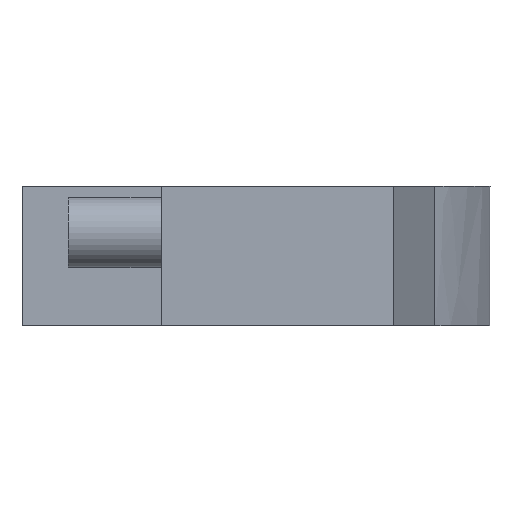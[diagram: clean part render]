
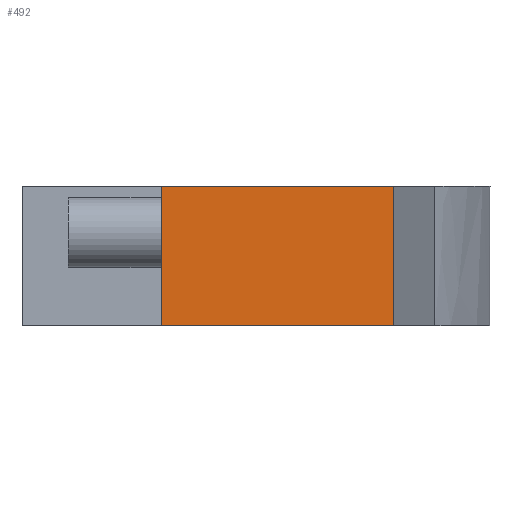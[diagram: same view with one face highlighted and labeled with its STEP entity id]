
A CAD part, left-side view. The second image highlights one B-rep face of the part: STEP entity #492.
In plain terms, the highlighted planar face has unit normal (-1, 0, 0).
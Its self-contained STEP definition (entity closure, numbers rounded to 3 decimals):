
#80=FACE_OUTER_BOUND('',#108,.T.);
#108=EDGE_LOOP('',(#422,#423,#424,#425));
#157=LINE('',#1260,#212);
#163=LINE('',#1272,#218);
#164=LINE('',#1275,#219);
#165=LINE('',#1276,#220);
#212=VECTOR('',#684,10.);
#218=VECTOR('',#694,10.);
#219=VECTOR('',#697,10.);
#220=VECTOR('',#698,10.);
#257=VERTEX_POINT('',#1256);
#258=VERTEX_POINT('',#1258);
#262=VERTEX_POINT('',#1270);
#263=VERTEX_POINT('',#1274);
#313=EDGE_CURVE('',#258,#257,#157,.T.);
#319=EDGE_CURVE('',#258,#262,#163,.T.);
#320=EDGE_CURVE('',#263,#262,#164,.T.);
#321=EDGE_CURVE('',#257,#263,#165,.T.);
#422=ORIENTED_EDGE('',*,*,#319,.T.);
#423=ORIENTED_EDGE('',*,*,#320,.F.);
#424=ORIENTED_EDGE('',*,*,#321,.F.);
#425=ORIENTED_EDGE('',*,*,#313,.F.);
#465=PLANE('',#583);
#492=ADVANCED_FACE('',(#80),#465,.T.);
#583=AXIS2_PLACEMENT_3D('',#1273,#695,#696);
#684=DIRECTION('',(0.,0.,-1.));
#694=DIRECTION('',(0.,1.,0.));
#695=DIRECTION('center_axis',(-1.,0.,0.));
#696=DIRECTION('ref_axis',(0.,0.,1.));
#697=DIRECTION('',(0.,0.,1.));
#698=DIRECTION('',(0.,1.,0.));
#1256=CARTESIAN_POINT('',(-20.,-30.,0.));
#1258=CARTESIAN_POINT('',(-20.,-30.,30.));
#1260=CARTESIAN_POINT('',(-20.,-30.,0.));
#1270=CARTESIAN_POINT('',(-20.,20.,30.));
#1272=CARTESIAN_POINT('',(-20.,10.,30.));
#1273=CARTESIAN_POINT('Origin',(-20.,10.,0.));
#1274=CARTESIAN_POINT('',(-20.,20.,0.));
#1275=CARTESIAN_POINT('',(-20.,20.,0.));
#1276=CARTESIAN_POINT('',(-20.,10.,0.));
